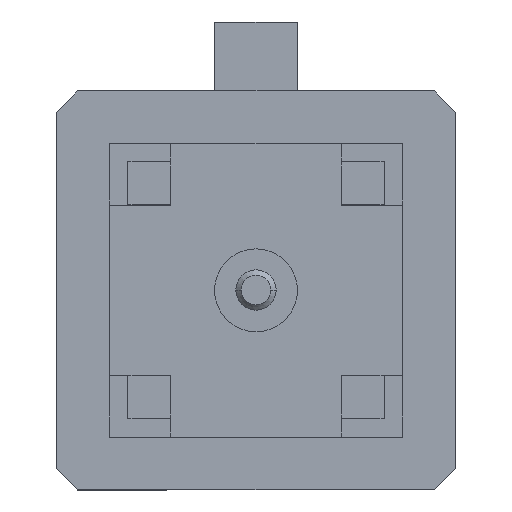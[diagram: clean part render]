
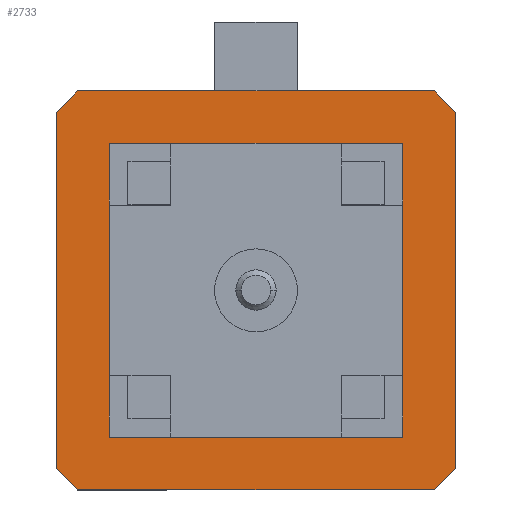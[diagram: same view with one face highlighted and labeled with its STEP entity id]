
A CAD part, top view. The second image highlights one B-rep face of the part: STEP entity #2733.
In plain terms, the highlighted planar face has unit normal (0, 0, 1).
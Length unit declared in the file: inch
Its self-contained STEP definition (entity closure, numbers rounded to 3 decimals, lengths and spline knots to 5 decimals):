
#52 = CARTESIAN_POINT ( 'NONE',  ( -0.16701, -0.18701, 0. ) ) ;
#130 = VERTEX_POINT ( 'NONE', #724 ) ;
#140 = LINE ( 'NONE', #3511, #1031 ) ;
#169 = CARTESIAN_POINT ( 'NONE',  ( 0.0605, 0., 0. ) ) ;
#383 = ORIENTED_EDGE ( 'NONE', *, *, #389, .F. ) ;
#389 = EDGE_CURVE ( 'NONE', #1628, #130, #1006, .T. ) ;
#459 = DIRECTION ( 'NONE',  ( -0.707, 0.707, 0. ) ) ;
#491 = ORIENTED_EDGE ( 'NONE', *, *, #1927, .F. ) ;
#518 = CARTESIAN_POINT ( 'NONE',  ( 0.16701, 0.18701, 0. ) ) ;
#574 = VECTOR ( 'NONE', #3706, 39.37008 ) ;
#579 = CARTESIAN_POINT ( 'NONE',  ( -0.18701, -0.18701, 0. ) ) ;
#661 = ORIENTED_EDGE ( 'NONE', *, *, #2462, .T. ) ;
#687 = ORIENTED_EDGE ( 'NONE', *, *, #1112, .T. ) ;
#715 = EDGE_LOOP ( 'NONE', ( #383, #491 ) ) ;
#719 = CARTESIAN_POINT ( 'NONE',  ( -0.16701, 0.18701, 0. ) ) ;
#724 = CARTESIAN_POINT ( 'NONE',  ( -0.0605, 0., 0. ) ) ;
#755 = VERTEX_POINT ( 'NONE', #2056 ) ;
#758 = CARTESIAN_POINT ( 'NONE',  ( 0.18701, -0.18701, 0. ) ) ;
#762 = VERTEX_POINT ( 'NONE', #1039 ) ;
#776 = VECTOR ( 'NONE', #2641, 39.37008 ) ;
#791 = DIRECTION ( 'NONE',  ( 0.707, -0.707, 0. ) ) ;
#805 = LINE ( 'NONE', #1443, #776 ) ;
#807 = DIRECTION ( 'NONE',  ( 1., 0., 0. ) ) ;
#894 = FACE_BOUND ( 'NONE', #715, .T. ) ;
#915 = DIRECTION ( 'NONE',  ( 0., 0., 1. ) ) ;
#920 = EDGE_CURVE ( 'NONE', #1468, #755, #3362, .T. ) ;
#941 = CARTESIAN_POINT ( 'NONE',  ( -0.18701, 0.18701, 0. ) ) ;
#1006 = CIRCLE ( 'NONE', #2070, 0.0605 ) ;
#1031 = VECTOR ( 'NONE', #791, 39.37008 ) ;
#1039 = CARTESIAN_POINT ( 'NONE',  ( -0.18701, 0.16701, 0. ) ) ;
#1054 = VERTEX_POINT ( 'NONE', #3843 ) ;
#1082 = AXIS2_PLACEMENT_3D ( 'NONE', #2483, #2789, #3724 ) ;
#1112 = EDGE_CURVE ( 'NONE', #1054, #3489, #805, .T. ) ;
#1139 = CARTESIAN_POINT ( 'NONE',  ( -0.18701, -0.16701, 0. ) ) ;
#1279 = ORIENTED_EDGE ( 'NONE', *, *, #3451, .T. ) ;
#1430 = EDGE_CURVE ( 'NONE', #1897, #1468, #3591, .T. ) ;
#1443 = CARTESIAN_POINT ( 'NONE',  ( 0.16701, -0.18701, 0. ) ) ;
#1468 = VERTEX_POINT ( 'NONE', #518 ) ;
#1599 = VECTOR ( 'NONE', #3607, 39.37008 ) ;
#1628 = VERTEX_POINT ( 'NONE', #169 ) ;
#1785 = LINE ( 'NONE', #3037, #1599 ) ;
#1824 = DIRECTION ( 'NONE',  ( 1., 0., 0. ) ) ;
#1849 = LINE ( 'NONE', #579, #574 ) ;
#1897 = VERTEX_POINT ( 'NONE', #2032 ) ;
#1927 = EDGE_CURVE ( 'NONE', #130, #1628, #2867, .T. ) ;
#2032 = CARTESIAN_POINT ( 'NONE',  ( 0.18701, 0.16701, 0. ) ) ;
#2051 = VECTOR ( 'NONE', #459, 39.37008 ) ;
#2056 = CARTESIAN_POINT ( 'NONE',  ( -0.16701, 0.18701, 0. ) ) ;
#2069 = VECTOR ( 'NONE', #3447, 39.37008 ) ;
#2070 = AXIS2_PLACEMENT_3D ( 'NONE', #2214, #915, #1824 ) ;
#2150 = FACE_OUTER_BOUND ( 'NONE', #3448, .T. ) ;
#2214 = CARTESIAN_POINT ( 'NONE',  ( 0., 0., 0. ) ) ;
#2285 = ORIENTED_EDGE ( 'NONE', *, *, #2720, .T. ) ;
#2462 = EDGE_CURVE ( 'NONE', #755, #762, #3810, .T. ) ;
#2478 = VECTOR ( 'NONE', #3834, 39.37008 ) ;
#2483 = CARTESIAN_POINT ( 'NONE',  ( 0., 0., 0. ) ) ;
#2540 = AXIS2_PLACEMENT_3D ( 'NONE', #3949, #3575, #807 ) ;
#2606 = LINE ( 'NONE', #758, #3260 ) ;
#2641 = DIRECTION ( 'NONE',  ( 0.707, 0.707, 0. ) ) ;
#2720 = EDGE_CURVE ( 'NONE', #2815, #1054, #1849, .T. ) ;
#2733 = ADVANCED_FACE ( 'NONE', ( #894, #2150 ), #3389, .F. ) ;
#2789 = DIRECTION ( 'NONE',  ( 0., 0., -1. ) ) ;
#2815 = VERTEX_POINT ( 'NONE', #52 ) ;
#2867 = CIRCLE ( 'NONE', #2540, 0.0605 ) ;
#2954 = DIRECTION ( 'NONE',  ( 0., 1., 0. ) ) ;
#2982 = CARTESIAN_POINT ( 'NONE',  ( 0.18701, 0.16701, 0. ) ) ;
#3037 = CARTESIAN_POINT ( 'NONE',  ( -0.18701, -0.18701, 0. ) ) ;
#3166 = ORIENTED_EDGE ( 'NONE', *, *, #4014, .T. ) ;
#3240 = CARTESIAN_POINT ( 'NONE',  ( 0.18701, -0.16701, 0. ) ) ;
#3246 = EDGE_CURVE ( 'NONE', #3489, #1897, #2606, .T. ) ;
#3260 = VECTOR ( 'NONE', #2954, 39.37008 ) ;
#3362 = LINE ( 'NONE', #941, #2069 ) ;
#3389 = PLANE ( 'NONE',  #1082 ) ;
#3421 = ORIENTED_EDGE ( 'NONE', *, *, #3246, .T. ) ;
#3447 = DIRECTION ( 'NONE',  ( -1., 0., 0. ) ) ;
#3448 = EDGE_LOOP ( 'NONE', ( #3166, #1279, #2285, #687, #3421, #3560, #3725, #661 ) ) ;
#3451 = EDGE_CURVE ( 'NONE', #4027, #2815, #140, .T. ) ;
#3489 = VERTEX_POINT ( 'NONE', #3240 ) ;
#3511 = CARTESIAN_POINT ( 'NONE',  ( -0.18701, -0.16701, 0. ) ) ;
#3560 = ORIENTED_EDGE ( 'NONE', *, *, #1430, .T. ) ;
#3575 = DIRECTION ( 'NONE',  ( 0., 0., 1. ) ) ;
#3591 = LINE ( 'NONE', #2982, #2051 ) ;
#3607 = DIRECTION ( 'NONE',  ( 0., -1., 0. ) ) ;
#3706 = DIRECTION ( 'NONE',  ( 1., 0., 0. ) ) ;
#3724 = DIRECTION ( 'NONE',  ( -1., 0., 0. ) ) ;
#3725 = ORIENTED_EDGE ( 'NONE', *, *, #920, .T. ) ;
#3810 = LINE ( 'NONE', #719, #2478 ) ;
#3834 = DIRECTION ( 'NONE',  ( -0.707, -0.707, 0. ) ) ;
#3843 = CARTESIAN_POINT ( 'NONE',  ( 0.16701, -0.18701, 0. ) ) ;
#3949 = CARTESIAN_POINT ( 'NONE',  ( 0., 0., 0. ) ) ;
#4014 = EDGE_CURVE ( 'NONE', #762, #4027, #1785, .T. ) ;
#4027 = VERTEX_POINT ( 'NONE', #1139 ) ;
